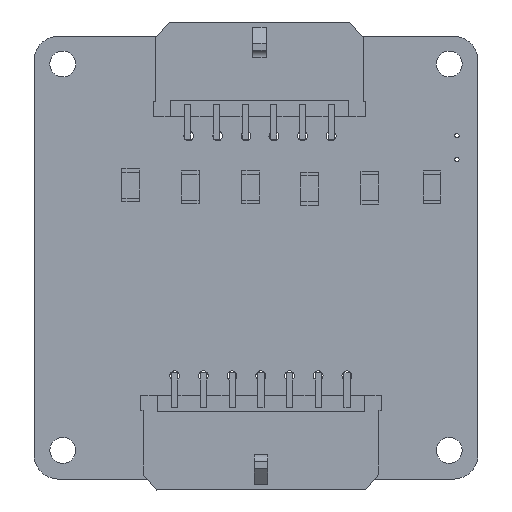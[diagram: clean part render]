
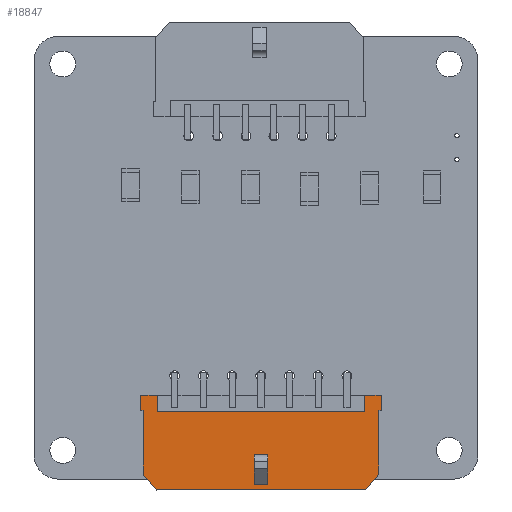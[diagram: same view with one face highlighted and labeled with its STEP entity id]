
A CAD part, top view. The second image highlights one B-rep face of the part: STEP entity #18847.
In plain terms, the highlighted face is planar.
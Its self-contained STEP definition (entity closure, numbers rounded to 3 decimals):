
#17705 = VERTEX_POINT('',#17706);
#17706 = CARTESIAN_POINT('',(-12.325,3.43,-3.355));
#17712 = EDGE_CURVE('',#17705,#17713,#17715,.T.);
#17713 = VERTEX_POINT('',#17714);
#17714 = CARTESIAN_POINT('',(-12.325,3.43,3.305));
#17715 = LINE('',#17716,#17717);
#17716 = CARTESIAN_POINT('',(-12.325,3.43,-3.355));
#17717 = VECTOR('',#17718,1.);
#17718 = DIRECTION('',(0.,0.,1.));
#18498 = VERTEX_POINT('',#18499);
#18499 = CARTESIAN_POINT('',(12.325,3.43,3.305));
#18505 = EDGE_CURVE('',#18506,#18498,#18508,.T.);
#18506 = VERTEX_POINT('',#18507);
#18507 = CARTESIAN_POINT('',(12.325,3.43,-3.355));
#18508 = LINE('',#18509,#18510);
#18509 = CARTESIAN_POINT('',(12.325,3.43,-3.355));
#18510 = VECTOR('',#18511,1.);
#18511 = DIRECTION('',(0.,0.,1.));
#18709 = VERTEX_POINT('',#18710);
#18710 = CARTESIAN_POINT('',(10.94,3.43,4.955));
#18716 = EDGE_CURVE('',#18498,#18709,#18717,.T.);
#18717 = LINE('',#18718,#18719);
#18718 = CARTESIAN_POINT('',(12.325,3.43,3.305));
#18719 = VECTOR('',#18720,1.);
#18720 = DIRECTION('',(-0.643,0.,0.766));
#18797 = EDGE_CURVE('',#18798,#17713,#18800,.T.);
#18798 = VERTEX_POINT('',#18799);
#18799 = CARTESIAN_POINT('',(-10.94,3.43,4.955));
#18800 = LINE('',#18801,#18802);
#18801 = CARTESIAN_POINT('',(-10.94,3.43,4.955));
#18802 = VECTOR('',#18803,1.);
#18803 = DIRECTION('',(-0.643,0.,-0.766));
#18847 = ADVANCED_FACE('',(#18848,#18930),#18964,.T.);
#18848 = FACE_BOUND('',#18849,.F.);
#18849 = EDGE_LOOP('',(#18850,#18860,#18868,#18876,#18884,#18892,#18898,
    #18899,#18900,#18906,#18907,#18908,#18916,#18924));
#18850 = ORIENTED_EDGE('',*,*,#18851,.T.);
#18851 = EDGE_CURVE('',#18852,#18854,#18856,.T.);
#18852 = VERTEX_POINT('',#18853);
#18853 = CARTESIAN_POINT('',(-10.825,3.43,-4.955));
#18854 = VERTEX_POINT('',#18855);
#18855 = CARTESIAN_POINT('',(-10.825,3.43,-3.205));
#18856 = LINE('',#18857,#18858);
#18857 = CARTESIAN_POINT('',(-10.825,3.43,-4.955));
#18858 = VECTOR('',#18859,1.);
#18859 = DIRECTION('',(0.,0.,1.));
#18860 = ORIENTED_EDGE('',*,*,#18861,.T.);
#18861 = EDGE_CURVE('',#18854,#18862,#18864,.T.);
#18862 = VERTEX_POINT('',#18863);
#18863 = CARTESIAN_POINT('',(10.825,3.43,-3.205));
#18864 = LINE('',#18865,#18866);
#18865 = CARTESIAN_POINT('',(-10.825,3.43,-3.205));
#18866 = VECTOR('',#18867,1.);
#18867 = DIRECTION('',(1.,0.,0.));
#18868 = ORIENTED_EDGE('',*,*,#18869,.F.);
#18869 = EDGE_CURVE('',#18870,#18862,#18872,.T.);
#18870 = VERTEX_POINT('',#18871);
#18871 = CARTESIAN_POINT('',(10.825,3.43,-4.955));
#18872 = LINE('',#18873,#18874);
#18873 = CARTESIAN_POINT('',(10.825,3.43,-4.955));
#18874 = VECTOR('',#18875,1.);
#18875 = DIRECTION('',(0.,0.,1.));
#18876 = ORIENTED_EDGE('',*,*,#18877,.F.);
#18877 = EDGE_CURVE('',#18878,#18870,#18880,.T.);
#18878 = VERTEX_POINT('',#18879);
#18879 = CARTESIAN_POINT('',(12.575,3.43,-4.955));
#18880 = LINE('',#18881,#18882);
#18881 = CARTESIAN_POINT('',(12.575,3.43,-4.955));
#18882 = VECTOR('',#18883,1.);
#18883 = DIRECTION('',(-1.,0.,0.));
#18884 = ORIENTED_EDGE('',*,*,#18885,.F.);
#18885 = EDGE_CURVE('',#18886,#18878,#18888,.T.);
#18886 = VERTEX_POINT('',#18887);
#18887 = CARTESIAN_POINT('',(12.575,3.43,-3.355));
#18888 = LINE('',#18889,#18890);
#18889 = CARTESIAN_POINT('',(12.575,3.43,-3.355));
#18890 = VECTOR('',#18891,1.);
#18891 = DIRECTION('',(0.,0.,-1.));
#18892 = ORIENTED_EDGE('',*,*,#18893,.F.);
#18893 = EDGE_CURVE('',#18506,#18886,#18894,.T.);
#18894 = LINE('',#18895,#18896);
#18895 = CARTESIAN_POINT('',(12.325,3.43,-3.355));
#18896 = VECTOR('',#18897,1.);
#18897 = DIRECTION('',(1.,0.,0.));
#18898 = ORIENTED_EDGE('',*,*,#18505,.T.);
#18899 = ORIENTED_EDGE('',*,*,#18716,.T.);
#18900 = ORIENTED_EDGE('',*,*,#18901,.F.);
#18901 = EDGE_CURVE('',#18798,#18709,#18902,.T.);
#18902 = LINE('',#18903,#18904);
#18903 = CARTESIAN_POINT('',(-10.94,3.43,4.955));
#18904 = VECTOR('',#18905,1.);
#18905 = DIRECTION('',(1.,0.,0.));
#18906 = ORIENTED_EDGE('',*,*,#18797,.T.);
#18907 = ORIENTED_EDGE('',*,*,#17712,.F.);
#18908 = ORIENTED_EDGE('',*,*,#18909,.F.);
#18909 = EDGE_CURVE('',#18910,#17705,#18912,.T.);
#18910 = VERTEX_POINT('',#18911);
#18911 = CARTESIAN_POINT('',(-12.575,3.43,-3.355));
#18912 = LINE('',#18913,#18914);
#18913 = CARTESIAN_POINT('',(-12.575,3.43,-3.355));
#18914 = VECTOR('',#18915,1.);
#18915 = DIRECTION('',(1.,0.,0.));
#18916 = ORIENTED_EDGE('',*,*,#18917,.F.);
#18917 = EDGE_CURVE('',#18918,#18910,#18920,.T.);
#18918 = VERTEX_POINT('',#18919);
#18919 = CARTESIAN_POINT('',(-12.575,3.43,-4.955));
#18920 = LINE('',#18921,#18922);
#18921 = CARTESIAN_POINT('',(-12.575,3.43,-4.955));
#18922 = VECTOR('',#18923,1.);
#18923 = DIRECTION('',(0.,0.,1.));
#18924 = ORIENTED_EDGE('',*,*,#18925,.F.);
#18925 = EDGE_CURVE('',#18852,#18918,#18926,.T.);
#18926 = LINE('',#18927,#18928);
#18927 = CARTESIAN_POINT('',(-10.825,3.43,-4.955));
#18928 = VECTOR('',#18929,1.);
#18929 = DIRECTION('',(-1.,0.,0.));
#18930 = FACE_BOUND('',#18931,.F.);
#18931 = EDGE_LOOP('',(#18932,#18942,#18950,#18958));
#18932 = ORIENTED_EDGE('',*,*,#18933,.F.);
#18933 = EDGE_CURVE('',#18934,#18936,#18938,.T.);
#18934 = VERTEX_POINT('',#18935);
#18935 = CARTESIAN_POINT('',(-0.7,3.43,4.415));
#18936 = VERTEX_POINT('',#18937);
#18937 = CARTESIAN_POINT('',(-0.7,3.43,1.255));
#18938 = LINE('',#18939,#18940);
#18939 = CARTESIAN_POINT('',(-0.7,3.43,4.415));
#18940 = VECTOR('',#18941,1.);
#18941 = DIRECTION('',(0.,0.,-1.));
#18942 = ORIENTED_EDGE('',*,*,#18943,.T.);
#18943 = EDGE_CURVE('',#18934,#18944,#18946,.T.);
#18944 = VERTEX_POINT('',#18945);
#18945 = CARTESIAN_POINT('',(0.7,3.43,4.415));
#18946 = LINE('',#18947,#18948);
#18947 = CARTESIAN_POINT('',(-0.7,3.43,4.415));
#18948 = VECTOR('',#18949,1.);
#18949 = DIRECTION('',(1.,0.,0.));
#18950 = ORIENTED_EDGE('',*,*,#18951,.T.);
#18951 = EDGE_CURVE('',#18944,#18952,#18954,.T.);
#18952 = VERTEX_POINT('',#18953);
#18953 = CARTESIAN_POINT('',(0.7,3.43,1.255));
#18954 = LINE('',#18955,#18956);
#18955 = CARTESIAN_POINT('',(0.7,3.43,4.415));
#18956 = VECTOR('',#18957,1.);
#18957 = DIRECTION('',(0.,0.,-1.));
#18958 = ORIENTED_EDGE('',*,*,#18959,.F.);
#18959 = EDGE_CURVE('',#18936,#18952,#18960,.T.);
#18960 = LINE('',#18961,#18962);
#18961 = CARTESIAN_POINT('',(-0.7,3.43,1.255));
#18962 = VECTOR('',#18963,1.);
#18963 = DIRECTION('',(1.,0.,0.));
#18964 = PLANE('',#18965);
#18965 = AXIS2_PLACEMENT_3D('',#18966,#18967,#18968);
#18966 = CARTESIAN_POINT('',(-12.325,3.43,-4.955));
#18967 = DIRECTION('',(0.,1.,0.));
#18968 = DIRECTION('',(0.,0.,1.));
